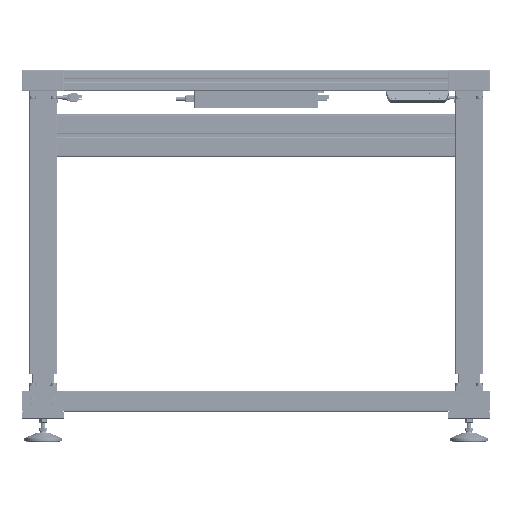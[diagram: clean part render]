
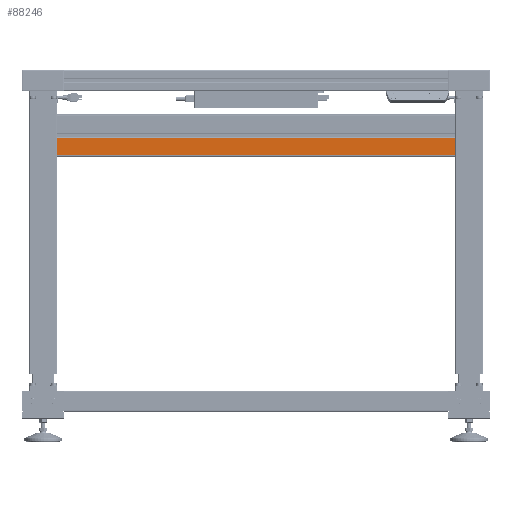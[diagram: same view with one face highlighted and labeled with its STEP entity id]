
A CAD part, front view. The second image highlights one B-rep face of the part: STEP entity #88246.
In plain terms, the highlighted face is planar.
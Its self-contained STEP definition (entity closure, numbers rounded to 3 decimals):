
#1279=FACE_BOUND('',#12479,.T.);
#1280=FACE_BOUND('',#12480,.T.);
#1650=PLANE('',#94167);
#7666=FACE_OUTER_BOUND('',#12478,.T.);
#12478=EDGE_LOOP('',(#61008,#61009,#61010,#61011));
#12479=EDGE_LOOP('',(#61012));
#12480=EDGE_LOOP('',(#61013));
#18011=LINE('',#131113,#26264);
#18082=LINE('',#131298,#26335);
#18083=LINE('',#131301,#26336);
#18084=LINE('',#131302,#26337);
#26264=VECTOR('',#103842,10.);
#26335=VECTOR('',#104023,10.);
#26336=VECTOR('',#104026,10.);
#26337=VECTOR('',#104027,10.);
#34285=CIRCLE('',#93870,4.5);
#34317=CIRCLE('',#93963,4.5);
#38695=VERTEX_POINT('',#129979);
#38809=VERTEX_POINT('',#130599);
#38968=VERTEX_POINT('',#131110);
#38969=VERTEX_POINT('',#131112);
#39028=VERTEX_POINT('',#131296);
#39029=VERTEX_POINT('',#131300);
#47122=EDGE_CURVE('',#38695,#38695,#34285,.T.);
#47287=EDGE_CURVE('',#38809,#38809,#34317,.T.);
#47514=EDGE_CURVE('',#38969,#38968,#18011,.T.);
#47608=EDGE_CURVE('',#38968,#39028,#18082,.T.);
#47609=EDGE_CURVE('',#39028,#39029,#18083,.T.);
#47610=EDGE_CURVE('',#38969,#39029,#18084,.T.);
#61008=ORIENTED_EDGE('',*,*,#47609,.T.);
#61009=ORIENTED_EDGE('',*,*,#47610,.F.);
#61010=ORIENTED_EDGE('',*,*,#47514,.T.);
#61011=ORIENTED_EDGE('',*,*,#47608,.T.);
#61012=ORIENTED_EDGE('',*,*,#47122,.T.);
#61013=ORIENTED_EDGE('',*,*,#47287,.T.);
#88246=ADVANCED_FACE('',(#7666,#1279,#1280),#1650,.T.);
#93870=AXIS2_PLACEMENT_3D('',#129981,#103126,#103127);
#93963=AXIS2_PLACEMENT_3D('',#130601,#103405,#103406);
#94167=AXIS2_PLACEMENT_3D('',#131299,#104024,#104025);
#103126=DIRECTION('center_axis',(0.,-1.,0.));
#103127=DIRECTION('ref_axis',(1.,0.,0.));
#103405=DIRECTION('center_axis',(0.,-1.,0.));
#103406=DIRECTION('ref_axis',(1.,0.,0.));
#103842=DIRECTION('',(-1.,0.,0.));
#104023=DIRECTION('',(0.,0.,1.));
#104024=DIRECTION('center_axis',(0.,1.,0.));
#104025=DIRECTION('ref_axis',(0.,0.,1.));
#104026=DIRECTION('',(1.,0.,0.));
#104027=DIRECTION('',(0.,0.,1.));
#129979=CARTESIAN_POINT('',(-27.,9.5,455.));
#129981=CARTESIAN_POINT('Origin',(-22.5,9.5,455.));
#130599=CARTESIAN_POINT('',(-27.,9.5,-455.));
#130601=CARTESIAN_POINT('Origin',(-22.5,9.5,-455.));
#131110=CARTESIAN_POINT('',(-42.5,9.5,-482.));
#131112=CARTESIAN_POINT('',(-4.4,9.5,-482.));
#131113=CARTESIAN_POINT('',(-4.4,9.5,-482.));
#131296=CARTESIAN_POINT('',(-42.5,9.5,482.));
#131298=CARTESIAN_POINT('',(-42.5,9.5,0.));
#131299=CARTESIAN_POINT('Origin',(-42.5,9.5,0.));
#131300=CARTESIAN_POINT('',(-4.4,9.5,482.));
#131301=CARTESIAN_POINT('',(-4.4,9.5,482.));
#131302=CARTESIAN_POINT('',(-4.4,9.5,0.));
